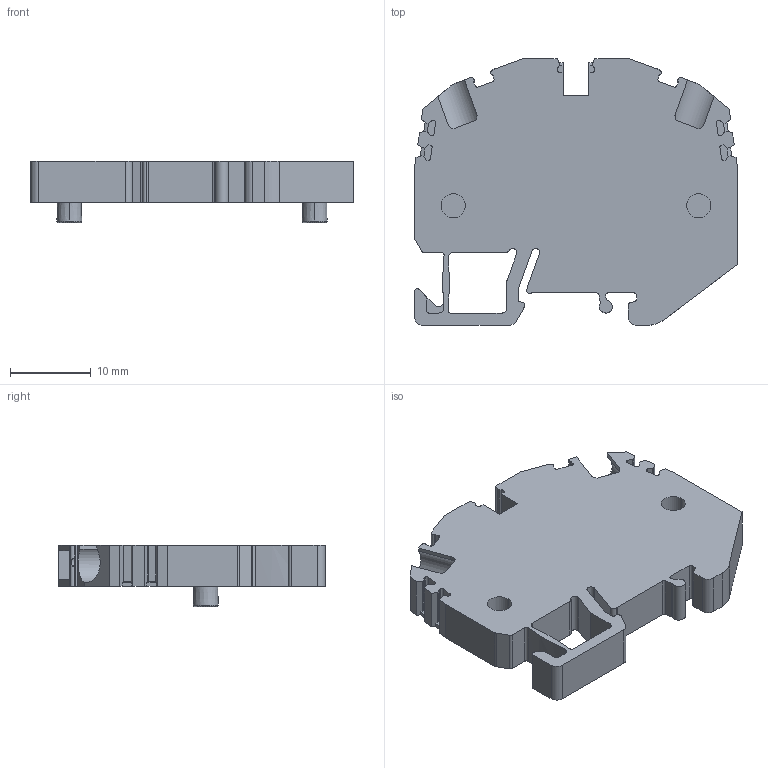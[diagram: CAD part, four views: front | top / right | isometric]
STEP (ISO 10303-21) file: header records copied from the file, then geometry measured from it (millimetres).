
FILE_DESCRIPTION(('FreeCAD Model'),'2;1');
FILE_NAME('1709_ZSLN_2,5_2A_15_Ex.stp','2018-09-01T14:57:21',('Author'),(''), 'Open CASCADE STEP processor 7.2','FreeCAD','Unknown');
FILE_SCHEMA(('AUTOMOTIVE_DESIGN { 1 0 10303 214 1 1 1 1 }'));
Length unit declared in the file: millimetre
Products named in the file (1): 1709_ZSLN_2,5_2A_15_Ex
Bounding box: 40 x 33 x 7.6 mm (x, y, z)
Volume: 4960 mm3; surface area: 3515.2 mm2
Topology: 1 solids, 1 shells, 255 faces, 733 edges, 482 vertices
Faces by surface type: plane 151, cylinder 88, cone 8, torus 4, sphere 4
Entity records: 20656 total; most frequent: CARTESIAN_POINT 6332, DIRECTION 2651, LINE 1703, VECTOR 1703, ORIENTED_EDGE 1458, PCURVE 1458, DEFINITIONAL_REPRESENTATION 1458, EDGE_CURVE 729
